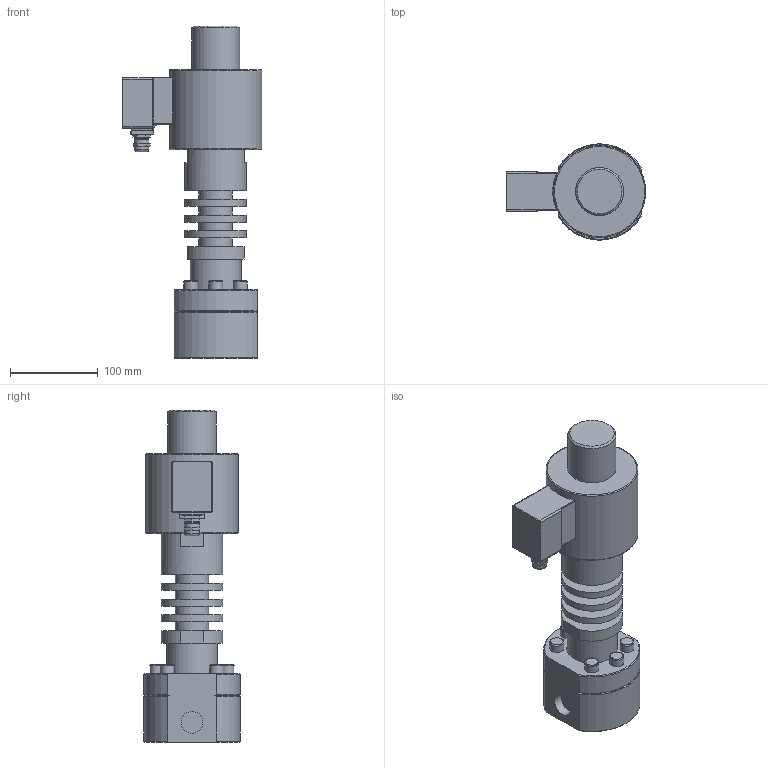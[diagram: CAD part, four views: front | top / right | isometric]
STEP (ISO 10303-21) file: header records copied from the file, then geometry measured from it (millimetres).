
FILE_DESCRIPTION(/* description */ ('3D-Modell'),/* implementation_level */ '2;1');
FILE_NAME(/* name */ '049.004036_2-164-25-0800-T272-DH.stp',/* time_stamp */ '2023-08-30T07:19:47+02:00',/* author */ ('EToews'),/* organization */ (''),/* preprocessor_version */ 'ST-DEVELOPER v16.1',/* originating_system */ 'Autodesk Inventor 2016',/* authorisation */ '');
FILE_SCHEMA (('AUTOMOTIVE_DESIGN { 1 0 10303 214 3 1 1 }'));
Length unit declared in the file: millimetre
Products named in the file (1): 88-006063
Bounding box: 159.08 x 110 x 379 mm (x, y, z)
Volume: 2221154 mm3; surface area: 169029 mm2
Topology: 2 solids, 2 shells, 168 faces, 365 edges, 224 vertices
Faces by surface type: plane 70, cylinder 51, cone 26, torus 17, bspline 4
Full cylindrical faces by diameter (mm): 14 x1, 16 x7, 16.7 x2, 25 x2, 38 x4, 55 x1, 58 x1, 70 x4, 105.16 x1
Entity records: 4502 total; most frequent: CARTESIAN_POINT 1018, DIRECTION 741, ORIENTED_EDGE 652, EDGE_CURVE 326, AXIS2_PLACEMENT_3D 304, EDGE_LOOP 227, VERTEX_POINT 221, FACE_OUTER_BOUND 168
